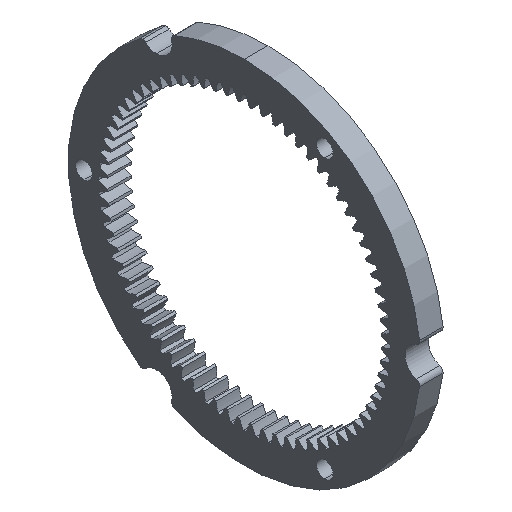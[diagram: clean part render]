
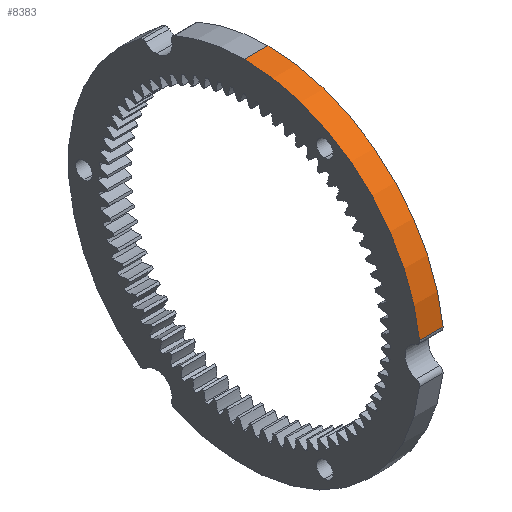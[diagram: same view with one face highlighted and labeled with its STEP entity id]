
A CAD part, isometric view. The second image highlights one B-rep face of the part: STEP entity #8383.
In plain terms, the highlighted cylindrical face has radius 22.5 mm (diameter 45 mm), a partial arc.
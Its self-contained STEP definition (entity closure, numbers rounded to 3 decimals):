
#272 = AXIS2_PLACEMENT_3D ( 'NONE', #10473, #1835, #5290 ) ;
#305 = DIRECTION ( 'NONE',  ( -1., 0., 0. ) ) ;
#709 = DIRECTION ( 'NONE',  ( 1., 0., 0. ) ) ;
#1301 = CARTESIAN_POINT ( 'NONE',  ( 0., 0., 0. ) ) ;
#1550 = CIRCLE ( 'NONE', #272, 22.5 ) ;
#1661 = CARTESIAN_POINT ( 'NONE',  ( 3., -22.354, 2.56 ) ) ;
#1835 = DIRECTION ( 'NONE',  ( -1., 0., 0. ) ) ;
#1851 = DIRECTION ( 'NONE',  ( -1., 0., 0. ) ) ;
#2578 = LINE ( 'NONE', #6893, #4180 ) ;
#3334 = VECTOR ( 'NONE', #709, 1000. ) ;
#3814 = DIRECTION ( 'NONE',  ( 0., 0., 1. ) ) ;
#3917 = VERTEX_POINT ( 'NONE', #4708 ) ;
#4055 = VERTEX_POINT ( 'NONE', #6632 ) ;
#4180 = VECTOR ( 'NONE', #1851, 1000. ) ;
#4351 = EDGE_CURVE ( 'NONE', #6441, #10483, #11157, .T. ) ;
#4708 = CARTESIAN_POINT ( 'NONE',  ( 3., 0., 22.5 ) ) ;
#5014 = CYLINDRICAL_SURFACE ( 'NONE', #8800, 22.5 ) ;
#5024 = CARTESIAN_POINT ( 'NONE',  ( -10., -22.354, 2.56 ) ) ;
#5290 = DIRECTION ( 'NONE',  ( 0., 0., 1. ) ) ;
#5607 = DIRECTION ( 'NONE',  ( 0., 0., 1. ) ) ;
#5715 = ORIENTED_EDGE ( 'NONE', *, *, #9804, .F. ) ;
#6174 = CARTESIAN_POINT ( 'NONE',  ( -10., 0., 0. ) ) ;
#6441 = VERTEX_POINT ( 'NONE', #9446 ) ;
#6446 = EDGE_CURVE ( 'NONE', #10483, #3917, #1550, .T. ) ;
#6632 = CARTESIAN_POINT ( 'NONE',  ( 0., 0., 22.5 ) ) ;
#6893 = CARTESIAN_POINT ( 'NONE',  ( -10., 0., 22.5 ) ) ;
#7112 = ORIENTED_EDGE ( 'NONE', *, *, #6446, .T. ) ;
#7320 = FACE_OUTER_BOUND ( 'NONE', #9188, .T. ) ;
#7792 = AXIS2_PLACEMENT_3D ( 'NONE', #1301, #9085, #3814 ) ;
#8195 = ORIENTED_EDGE ( 'NONE', *, *, #10649, .T. ) ;
#8383 = ADVANCED_FACE ( 'NONE', ( #7320 ), #5014, .T. ) ;
#8800 = AXIS2_PLACEMENT_3D ( 'NONE', #6174, #305, #5607 ) ;
#9048 = ORIENTED_EDGE ( 'NONE', *, *, #4351, .T. ) ;
#9085 = DIRECTION ( 'NONE',  ( -1., 0., 0. ) ) ;
#9188 = EDGE_LOOP ( 'NONE', ( #7112, #8195, #5715, #9048 ) ) ;
#9446 = CARTESIAN_POINT ( 'NONE',  ( 0., -22.354, 2.56 ) ) ;
#9804 = EDGE_CURVE ( 'NONE', #6441, #4055, #10027, .T. ) ;
#10027 = CIRCLE ( 'NONE', #7792, 22.5 ) ;
#10473 = CARTESIAN_POINT ( 'NONE',  ( 3., 0., 0. ) ) ;
#10483 = VERTEX_POINT ( 'NONE', #1661 ) ;
#10649 = EDGE_CURVE ( 'NONE', #3917, #4055, #2578, .T. ) ;
#11157 = LINE ( 'NONE', #5024, #3334 ) ;
